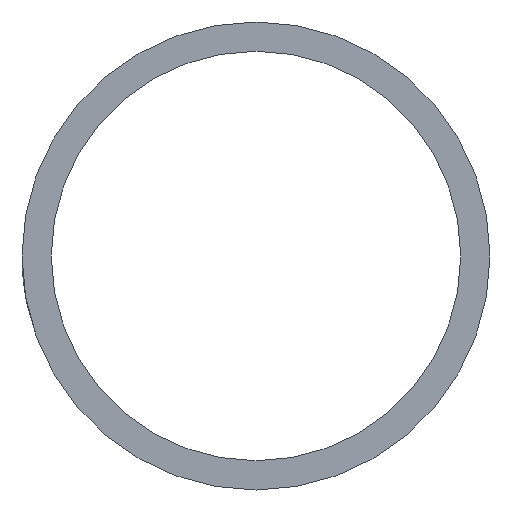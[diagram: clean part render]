
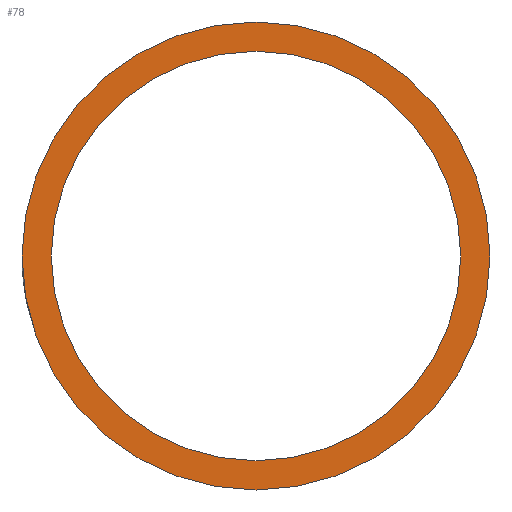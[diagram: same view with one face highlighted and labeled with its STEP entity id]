
A CAD part, left-side view. The second image highlights one B-rep face of the part: STEP entity #78.
In plain terms, the highlighted planar face has unit normal (-1, 0, 0).
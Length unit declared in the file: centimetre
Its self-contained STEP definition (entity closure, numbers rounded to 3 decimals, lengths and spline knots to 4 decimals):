
#17=FACE_BOUND('',#33,.T.);
#20=CIRCLE('',#98,0.8);
#21=CIRCLE('',#99,0.7);
#24=PLANE('',#97);
#27=FACE_OUTER_BOUND('',#32,.T.);
#32=EDGE_LOOP('',(#63));
#33=EDGE_LOOP('',(#64));
#48=VERTEX_POINT('',#172);
#49=VERTEX_POINT('',#174);
#54=EDGE_CURVE('',#48,#48,#20,.T.);
#55=EDGE_CURVE('',#49,#49,#21,.T.);
#63=ORIENTED_EDGE('',*,*,#54,.F.);
#64=ORIENTED_EDGE('',*,*,#55,.T.);
#78=ADVANCED_FACE('',(#27,#17),#24,.T.);
#97=AXIS2_PLACEMENT_3D('',#171,#110,#111);
#98=AXIS2_PLACEMENT_3D('',#173,#112,#113);
#99=AXIS2_PLACEMENT_3D('',#175,#114,#115);
#110=DIRECTION('center_axis',(-1.,0.,0.));
#111=DIRECTION('ref_axis',(0.,0.,1.));
#112=DIRECTION('center_axis',(1.,0.,0.));
#113=DIRECTION('ref_axis',(0.,0.,-1.));
#114=DIRECTION('center_axis',(1.,0.,0.));
#115=DIRECTION('ref_axis',(0.,0.,-1.));
#171=CARTESIAN_POINT('Origin',(9.9528,15.6,0.));
#172=CARTESIAN_POINT('',(9.9528,14.,0.));
#173=CARTESIAN_POINT('Origin',(9.9528,14.8,0.));
#174=CARTESIAN_POINT('',(9.9528,14.1,0.));
#175=CARTESIAN_POINT('Origin',(9.9528,14.8,0.));
